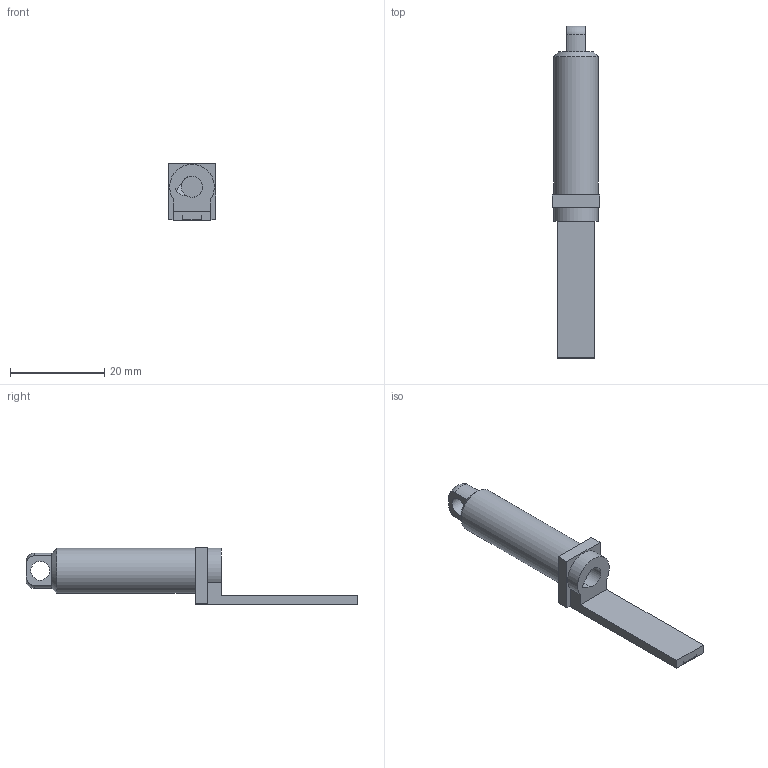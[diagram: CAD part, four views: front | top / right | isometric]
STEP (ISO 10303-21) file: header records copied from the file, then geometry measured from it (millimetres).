
FILE_DESCRIPTION(/* description */ (''),/* implementation_level */ '2;1');
FILE_NAME(/* name */ 'Component9.step',/* time_stamp */ '2018-05-30T17:14:17-05:00',/* author */ (''),/* organization */ (''),/* preprocessor_version */ 'ST-DEVELOPER v17',/* originating_system */ 'Autodesk Translation Framework v7.1.0.215',/* authorisation */ '');
FILE_SCHEMA (('AUTOMOTIVE_DESIGN { 1 0 10303 214 3 1 1 }'));
Length unit declared in the file: millimetre
Products named in the file (1): FusionComponent
Bounding box: 10 x 70.5 x 12.23 mm (x, y, z)
Volume: 2739.6 mm3; surface area: 2786.1 mm2
Topology: 1 solids, 2 shells, 178 faces, 464 edges, 307 vertices
Faces by surface type: plane 83, cylinder 57, bspline 34, cone 2, torus 2
Full cylindrical faces by diameter (mm): 4 x1, 4.5 x3, 9.5 x1
Entity records: 7351 total; most frequent: CARTESIAN_POINT 3151, ORIENTED_EDGE 928, DIRECTION 754, EDGE_CURVE 464, VERTEX_POINT 307, AXIS2_PLACEMENT_3D 260, LINE 234, VECTOR 234
